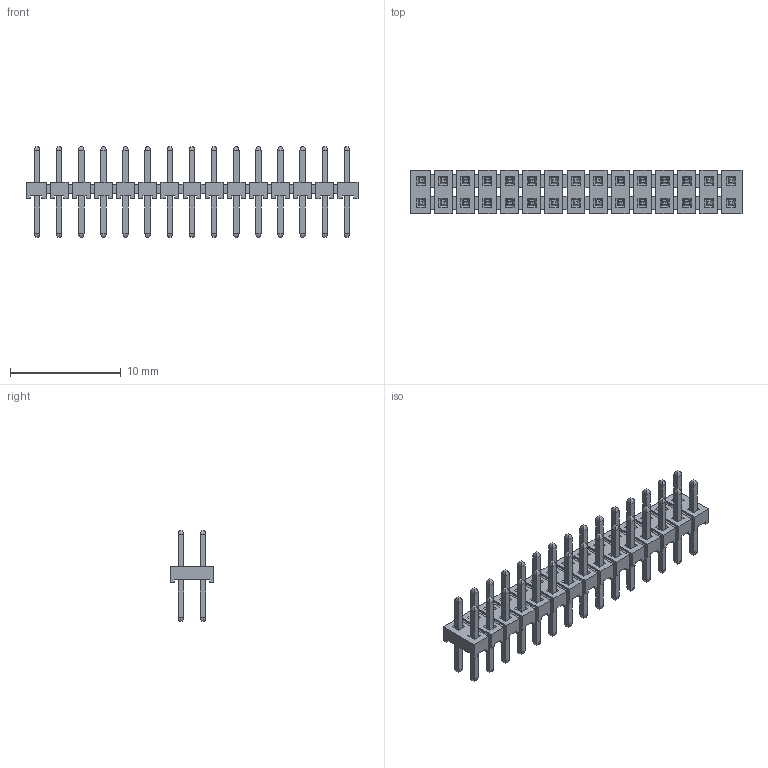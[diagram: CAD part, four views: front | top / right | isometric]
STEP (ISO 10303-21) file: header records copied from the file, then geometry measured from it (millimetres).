
FILE_DESCRIPTION(/* description */ (''),/* implementation_level */ '2;1');
FILE_NAME(/* name */ 'SAMTEC_TMM-115-01-L-D.stp',/* time_stamp */ '2016-06-29T15:39:06+02:00',/* author */ ('bcivel'),/* organization */ (''),/* preprocessor_version */ 'ST-DEVELOPER v16.1',/* originating_system */ 'AutoCAD Mechanical',/* authorisation */ '');
FILE_SCHEMA (('AUTOMOTIVE_DESIGN { 1 0 10303 214 3 1 1 }'));
Length unit declared in the file: millimetre
Products named in the file (1): Product
Bounding box: 30 x 3.94 x 8.2 mm (x, y, z)
Volume: 182.3 mm3; surface area: 987 mm2
Topology: 66 solids, 66 shells, 1352 faces, 3096 edges, 1904 vertices
Faces by surface type: plane 1112, cylinder 240
Entity records: 36997 total; most frequent: CARTESIAN_POINT 6353, ORIENTED_EDGE 6192, DIRECTION 6042, EDGE_CURVE 3096, LINE 2856, VECTOR 2856, VERTEX_POINT 1904, AXIS2_PLACEMENT_3D 1593
